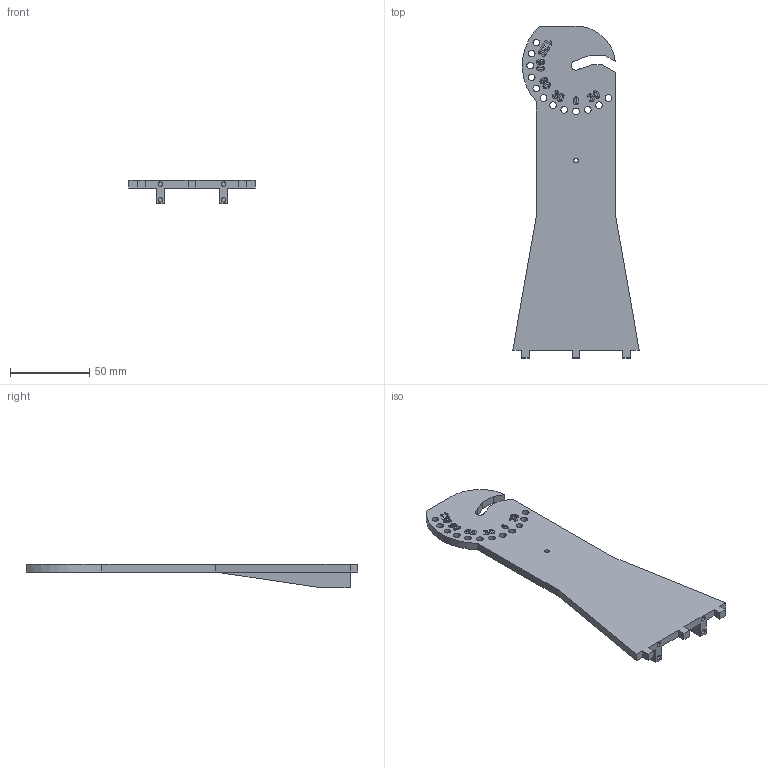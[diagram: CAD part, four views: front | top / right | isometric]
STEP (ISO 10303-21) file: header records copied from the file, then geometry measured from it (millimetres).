
FILE_DESCRIPTION(/* description */ ('','CAx-IF Rec.Pracs.---Representation and Presentation of Product Manufacturing Information (PMI)---4.0---2014-10-13'),/* implementation_level */ '2;1');
FILE_NAME(/* name */ 'FS80+UL Pivot Shoulder Left v5.step',/* time_stamp */ '2025-03-08T17:42:04+01:00',/* author */ (''),/* organization */ (''),/* preprocessor_version */ 'ST-DEVELOPER v20',/* originating_system */ 'Autodesk Translation Framework v13.20.0.188',/* authorisation */ '');
FILE_SCHEMA (('AP242_MANAGED_MODEL_BASED_3D_ENGINEERING_MIM_LF { 1 0 10303 442 1 1 4 }'));
Products named in the file (1): FS80+UL Pivot Shoulder Left
Bounding box: 80 x 210 x 15 mm (x, y, z)
Volume: 61674.9 mm3; surface area: 30486 mm2
Topology: 25 solids, 25 shells, 1160 faces, 3198 edges, 2132 vertices
Faces by surface type: bspline 944, plane 194, cylinder 22
Full cylindrical faces by diameter (mm): 2.8 x5, 4.2 x12
Entity records: 45731 total; most frequent: CARTESIAN_POINT 22539, ORIENTED_EDGE 6396, EDGE_CURVE 3198, VERTEX_POINT 2132, B_SPLINE_CURVE_WITH_KNOTS 1888, DIRECTION 1788, LINE 1266, VECTOR 1266
